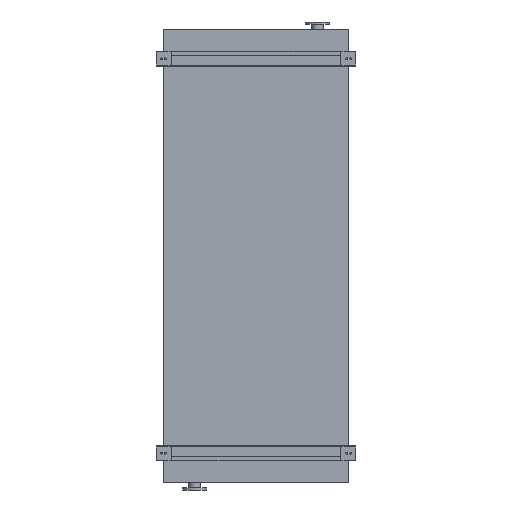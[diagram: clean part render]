
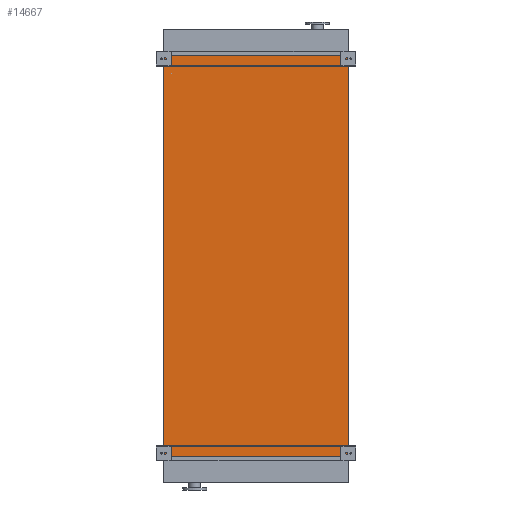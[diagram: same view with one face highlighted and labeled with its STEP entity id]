
A CAD part, front view. The second image highlights one B-rep face of the part: STEP entity #14667.
In plain terms, the highlighted planar face has unit normal (0, -1, 0).
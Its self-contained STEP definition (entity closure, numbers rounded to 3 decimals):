
#1891 = PLANE ( 'NONE',  #20144 ) ;
#2876 = EDGE_CURVE ( 'NONE', #10902, #10714, #8540, .T. ) ;
#2906 = ORIENTED_EDGE ( 'NONE', *, *, #17505, .T. ) ;
#3936 = CARTESIAN_POINT ( 'NONE',  ( 845., 0., -3650. ) ) ;
#4383 = VERTEX_POINT ( 'NONE', #6898 ) ;
#5331 = CARTESIAN_POINT ( 'NONE',  ( -845., 0., 0. ) ) ;
#5597 = DIRECTION ( 'NONE',  ( 0., -1., 0. ) ) ;
#5768 = EDGE_LOOP ( 'NONE', ( #14661, #12047, #19566, #2906 ) ) ;
#6275 = CARTESIAN_POINT ( 'NONE',  ( -845., 0., -3650. ) ) ;
#6607 = VECTOR ( 'NONE', #23368, 1000. ) ;
#6898 = CARTESIAN_POINT ( 'NONE',  ( -845., 0., 0. ) ) ;
#7191 = DIRECTION ( 'NONE',  ( 1., 0., 0. ) ) ;
#8046 = DIRECTION ( 'NONE',  ( 0., 0., 1. ) ) ;
#8540 = LINE ( 'NONE', #22308, #22705 ) ;
#8576 = CARTESIAN_POINT ( 'NONE',  ( -845., 0., -3650. ) ) ;
#9446 = DIRECTION ( 'NONE',  ( 1., 0., 0. ) ) ;
#10714 = VERTEX_POINT ( 'NONE', #3936 ) ;
#10902 = VERTEX_POINT ( 'NONE', #6275 ) ;
#11509 = LINE ( 'NONE', #8576, #6607 ) ;
#12047 = ORIENTED_EDGE ( 'NONE', *, *, #18124, .F. ) ;
#13286 = VECTOR ( 'NONE', #8046, 1000. ) ;
#14436 = LINE ( 'NONE', #22739, #13286 ) ;
#14661 = ORIENTED_EDGE ( 'NONE', *, *, #22500, .F. ) ;
#14667 = ADVANCED_FACE ( 'NONE', ( #17685 ), #1891, .T. ) ;
#14734 = VERTEX_POINT ( 'NONE', #16731 ) ;
#16649 = CARTESIAN_POINT ( 'NONE',  ( -845., 0., -3650. ) ) ;
#16731 = CARTESIAN_POINT ( 'NONE',  ( 845., 0., 0. ) ) ;
#17505 = EDGE_CURVE ( 'NONE', #10714, #14734, #14436, .T. ) ;
#17685 = FACE_OUTER_BOUND ( 'NONE', #5768, .T. ) ;
#18124 = EDGE_CURVE ( 'NONE', #10902, #4383, #11509, .T. ) ;
#18497 = DIRECTION ( 'NONE',  ( 0., 0., -1. ) ) ;
#19566 = ORIENTED_EDGE ( 'NONE', *, *, #2876, .T. ) ;
#19831 = VECTOR ( 'NONE', #7191, 1000. ) ;
#20144 = AXIS2_PLACEMENT_3D ( 'NONE', #16649, #5597, #18497 ) ;
#20408 = LINE ( 'NONE', #5331, #19831 ) ;
#22308 = CARTESIAN_POINT ( 'NONE',  ( -845., 0., -3650. ) ) ;
#22500 = EDGE_CURVE ( 'NONE', #4383, #14734, #20408, .T. ) ;
#22705 = VECTOR ( 'NONE', #9446, 1000. ) ;
#22739 = CARTESIAN_POINT ( 'NONE',  ( 845., 0., -3650. ) ) ;
#23368 = DIRECTION ( 'NONE',  ( 0., 0., 1. ) ) ;
